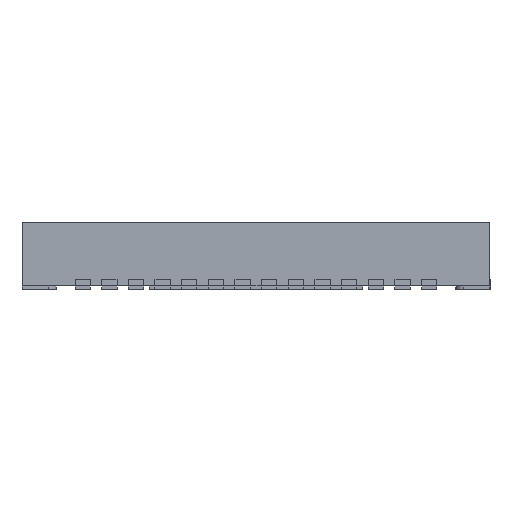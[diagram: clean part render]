
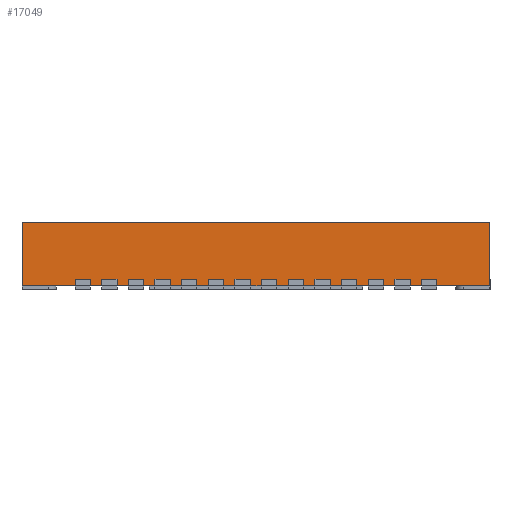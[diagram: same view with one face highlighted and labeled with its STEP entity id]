
A CAD part, front view. The second image highlights one B-rep face of the part: STEP entity #17049.
In plain terms, the highlighted planar face has unit normal (0, -1, 0).
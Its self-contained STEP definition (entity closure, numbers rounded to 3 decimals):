
#375 = VERTEX_POINT ( 'NONE', #11901 ) ;
#900 = AXIS2_PLACEMENT_3D ( 'NONE', #17444, #7467, #12182 ) ;
#1521 = CARTESIAN_POINT ( 'NONE',  ( -3.5, -3.5, 1. ) ) ;
#2527 = CARTESIAN_POINT ( 'NONE',  ( -3.5, -3.5, 0.05 ) ) ;
#4864 = EDGE_CURVE ( 'NONE', #11635, #9229, #15908, .T. ) ;
#5968 = CARTESIAN_POINT ( 'NONE',  ( 3.5, -3.5, 0.05 ) ) ;
#6059 = CARTESIAN_POINT ( 'NONE',  ( 3.5, -3.5, 1. ) ) ;
#6776 = EDGE_CURVE ( 'NONE', #9229, #16036, #20566, .T. ) ;
#6989 = ORIENTED_EDGE ( 'NONE', *, *, #6776, .T. ) ;
#7467 = DIRECTION ( 'NONE',  ( 0., 1., 0. ) ) ;
#9229 = VERTEX_POINT ( 'NONE', #2527 ) ;
#9829 = CARTESIAN_POINT ( 'NONE',  ( 3.5, -3.5, 0.05 ) ) ;
#10215 = EDGE_CURVE ( 'NONE', #11635, #375, #14172, .T. ) ;
#10306 = VECTOR ( 'NONE', #18024, 1000. ) ;
#10477 = VECTOR ( 'NONE', #13595, 1000. ) ;
#11095 = VECTOR ( 'NONE', #13865, 1000. ) ;
#11635 = VERTEX_POINT ( 'NONE', #1521 ) ;
#11901 = CARTESIAN_POINT ( 'NONE',  ( 3.5, -3.5, 1. ) ) ;
#12182 = DIRECTION ( 'NONE',  ( -1., 0., 0. ) ) ;
#13595 = DIRECTION ( 'NONE',  ( 0., 0., -1. ) ) ;
#13865 = DIRECTION ( 'NONE',  ( 1., 0., 0. ) ) ;
#14172 = LINE ( 'NONE', #6059, #10306 ) ;
#14877 = ORIENTED_EDGE ( 'NONE', *, *, #4864, .T. ) ;
#15325 = CARTESIAN_POINT ( 'NONE',  ( 3.5, -3.5, 1. ) ) ;
#15383 = FACE_OUTER_BOUND ( 'NONE', #15901, .T. ) ;
#15406 = ORIENTED_EDGE ( 'NONE', *, *, #10215, .F. ) ;
#15901 = EDGE_LOOP ( 'NONE', ( #14877, #6989, #19346, #15406 ) ) ;
#15908 = LINE ( 'NONE', #16024, #19959 ) ;
#16024 = CARTESIAN_POINT ( 'NONE',  ( -3.5, -3.5, 1. ) ) ;
#16036 = VERTEX_POINT ( 'NONE', #9829 ) ;
#17049 = ADVANCED_FACE ( 'NONE', ( #15383 ), #18748, .F. ) ;
#17444 = CARTESIAN_POINT ( 'NONE',  ( 3.5, -3.5, 1. ) ) ;
#18024 = DIRECTION ( 'NONE',  ( 1., 0., 0. ) ) ;
#18304 = EDGE_CURVE ( 'NONE', #375, #16036, #19868, .T. ) ;
#18748 = PLANE ( 'NONE',  #900 ) ;
#19346 = ORIENTED_EDGE ( 'NONE', *, *, #18304, .F. ) ;
#19868 = LINE ( 'NONE', #15325, #10477 ) ;
#19959 = VECTOR ( 'NONE', #20996, 1000. ) ;
#20566 = LINE ( 'NONE', #5968, #11095 ) ;
#20996 = DIRECTION ( 'NONE',  ( 0., 0., -1. ) ) ;
